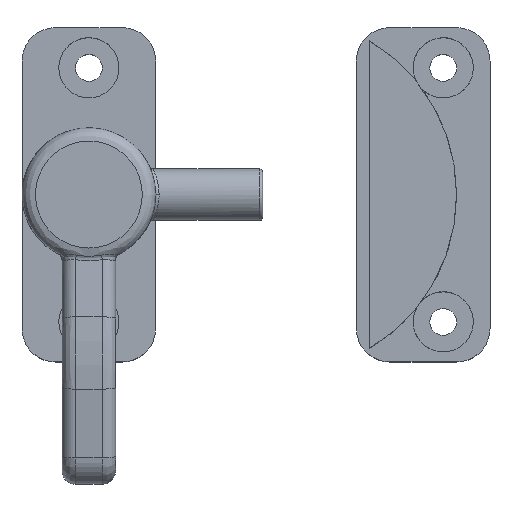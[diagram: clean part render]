
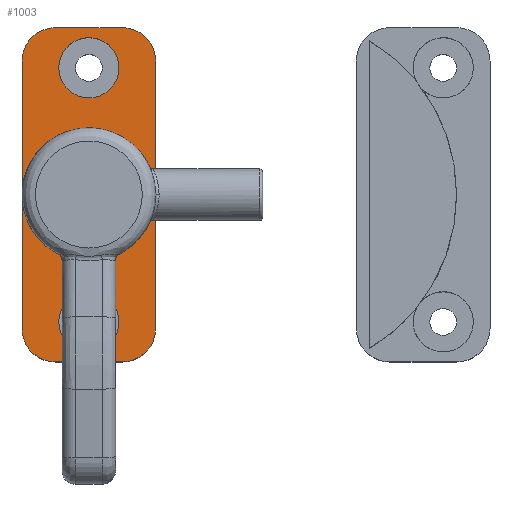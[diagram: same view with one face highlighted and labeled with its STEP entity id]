
A CAD part, top view. The second image highlights one B-rep face of the part: STEP entity #1003.
In plain terms, the highlighted planar face has unit normal (0, 0, 1).
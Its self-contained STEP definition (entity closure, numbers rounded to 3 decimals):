
#871=CARTESIAN_POINT('',(15.,25.,8.5));
#872=VERTEX_POINT('',#871);
#873=CARTESIAN_POINT('',(20.,20.,8.5));
#874=VERTEX_POINT('',#873);
#875=CARTESIAN_POINT('',(15.,20.,8.5));
#876=DIRECTION('',(0.0,0.0,-1.0));
#877=DIRECTION('',(0.,1.0,0.0));
#878=AXIS2_PLACEMENT_3D('',#875,#876,#877);
#879=CIRCLE('',#878,5.0);
#880=EDGE_CURVE('',#872,#874,#879,.T.);
#898=CARTESIAN_POINT('',(22.,30.,8.5));
#899=DIRECTION('',(0.0,0.0,1.0));
#900=DIRECTION('',(-1.0,0.0,0.0));
#901=AXIS2_PLACEMENT_3D('',#898,#899,#900);
#902=PLANE('',#901);
#903=CARTESIAN_POINT('',(0.,20.0,8.5));
#904=VERTEX_POINT('',#903);
#905=CARTESIAN_POINT('',(0.,-20.0,8.5));
#906=VERTEX_POINT('',#905);
#907=CARTESIAN_POINT('',(0.,20.0,8.5));
#908=DIRECTION('',(0.0,-1.0,0.0));
#909=VECTOR('',#908,40.0);
#910=LINE('',#907,#909);
#911=EDGE_CURVE('',#904,#906,#910,.T.);
#912=ORIENTED_EDGE('',*,*,#911,.T.);
#913=CARTESIAN_POINT('',(5.,-25.0,8.5));
#914=VERTEX_POINT('',#913);
#915=CARTESIAN_POINT('',(5.,-20.0,8.5));
#916=DIRECTION('',(0.0,0.0,-1.0));
#917=DIRECTION('',(0.,-1.0,0.0));
#918=AXIS2_PLACEMENT_3D('',#915,#916,#917);
#919=CIRCLE('',#918,5.0);
#920=EDGE_CURVE('',#914,#906,#919,.T.);
#921=ORIENTED_EDGE('',*,*,#920,.F.);
#922=CARTESIAN_POINT('',(15.,-25.,8.5));
#923=VERTEX_POINT('',#922);
#924=CARTESIAN_POINT('',(5.,-25.0,8.5));
#925=DIRECTION('',(1.0,0.0,0.0));
#926=VECTOR('',#925,10.);
#927=LINE('',#924,#926);
#928=EDGE_CURVE('',#914,#923,#927,.T.);
#929=ORIENTED_EDGE('',*,*,#928,.T.);
#930=CARTESIAN_POINT('',(20.,-20.,8.5));
#931=VERTEX_POINT('',#930);
#932=CARTESIAN_POINT('',(15.,-20.,8.5));
#933=DIRECTION('',(0.0,0.0,-1.0));
#934=DIRECTION('',(1.0,0.,0.0));
#935=AXIS2_PLACEMENT_3D('',#932,#933,#934);
#936=CIRCLE('',#935,5.0);
#937=EDGE_CURVE('',#931,#923,#936,.T.);
#938=ORIENTED_EDGE('',*,*,#937,.F.);
#939=CARTESIAN_POINT('',(20.,-20.,8.5));
#940=DIRECTION('',(0.0,1.0,0.0));
#941=VECTOR('',#940,40.0);
#942=LINE('',#939,#941);
#943=EDGE_CURVE('',#931,#874,#942,.T.);
#944=ORIENTED_EDGE('',*,*,#943,.T.);
#945=ORIENTED_EDGE('',*,*,#880,.F.);
#946=CARTESIAN_POINT('',(5.,25.0,8.5));
#947=VERTEX_POINT('',#946);
#948=CARTESIAN_POINT('',(15.,25.,8.5));
#949=DIRECTION('',(-1.0,0.0,0.0));
#950=VECTOR('',#949,10.);
#951=LINE('',#948,#950);
#952=EDGE_CURVE('',#872,#947,#951,.T.);
#953=ORIENTED_EDGE('',*,*,#952,.T.);
#954=CARTESIAN_POINT('',(5.,20.0,8.5));
#955=DIRECTION('',(0.0,0.0,-1.0));
#956=DIRECTION('',(-1.0,0.,0.0));
#957=AXIS2_PLACEMENT_3D('',#954,#955,#956);
#958=CIRCLE('',#957,5.0);
#959=EDGE_CURVE('',#904,#947,#958,.T.);
#960=ORIENTED_EDGE('',*,*,#959,.F.);
#961=EDGE_LOOP('',(#912,#921,#929,#938,#944,#945,#953,#960));
#962=FACE_OUTER_BOUND('',#961,.T.);
#963=CARTESIAN_POINT('',(14.5,-19.0,8.5));
#964=VERTEX_POINT('',#963);
#965=CARTESIAN_POINT('',(5.5,-19.0,8.5));
#966=VERTEX_POINT('',#965);
#967=CARTESIAN_POINT('',(10.,-19.0,8.5));
#968=DIRECTION('',(0.0,0.0,1.0));
#969=DIRECTION('',(-1.0,0.,0.0));
#970=AXIS2_PLACEMENT_3D('',#967,#968,#969);
#971=CIRCLE('',#970,4.5);
#972=EDGE_CURVE('',#964,#966,#971,.T.);
#973=ORIENTED_EDGE('',*,*,#972,.F.);
#974=CARTESIAN_POINT('',(10.,-19.0,8.5));
#975=DIRECTION('',(0.0,0.0,1.0));
#976=DIRECTION('',(-1.0,0.,0.0));
#977=AXIS2_PLACEMENT_3D('',#974,#975,#976);
#978=CIRCLE('',#977,4.5);
#979=EDGE_CURVE('',#966,#964,#978,.T.);
#980=ORIENTED_EDGE('',*,*,#979,.F.);
#981=EDGE_LOOP('',(#973,#980));
#982=FACE_BOUND('',#981,.T.);
#983=CARTESIAN_POINT('',(14.5,19.0,8.5));
#984=VERTEX_POINT('',#983);
#985=CARTESIAN_POINT('',(5.5,19.0,8.5));
#986=VERTEX_POINT('',#985);
#987=CARTESIAN_POINT('',(10.,19.0,8.5));
#988=DIRECTION('',(0.0,0.0,1.0));
#989=DIRECTION('',(-1.0,0.,0.0));
#990=AXIS2_PLACEMENT_3D('',#987,#988,#989);
#991=CIRCLE('',#990,4.5);
#992=EDGE_CURVE('',#984,#986,#991,.T.);
#993=ORIENTED_EDGE('',*,*,#992,.F.);
#994=CARTESIAN_POINT('',(10.,19.0,8.5));
#995=DIRECTION('',(0.0,0.0,1.0));
#996=DIRECTION('',(-1.0,0.,0.0));
#997=AXIS2_PLACEMENT_3D('',#994,#995,#996);
#998=CIRCLE('',#997,4.5);
#999=EDGE_CURVE('',#986,#984,#998,.T.);
#1000=ORIENTED_EDGE('',*,*,#999,.F.);
#1001=EDGE_LOOP('',(#993,#1000));
#1002=FACE_BOUND('',#1001,.T.);
#1003=ADVANCED_FACE('',(#962,#982,#1002),#902,.T.);
